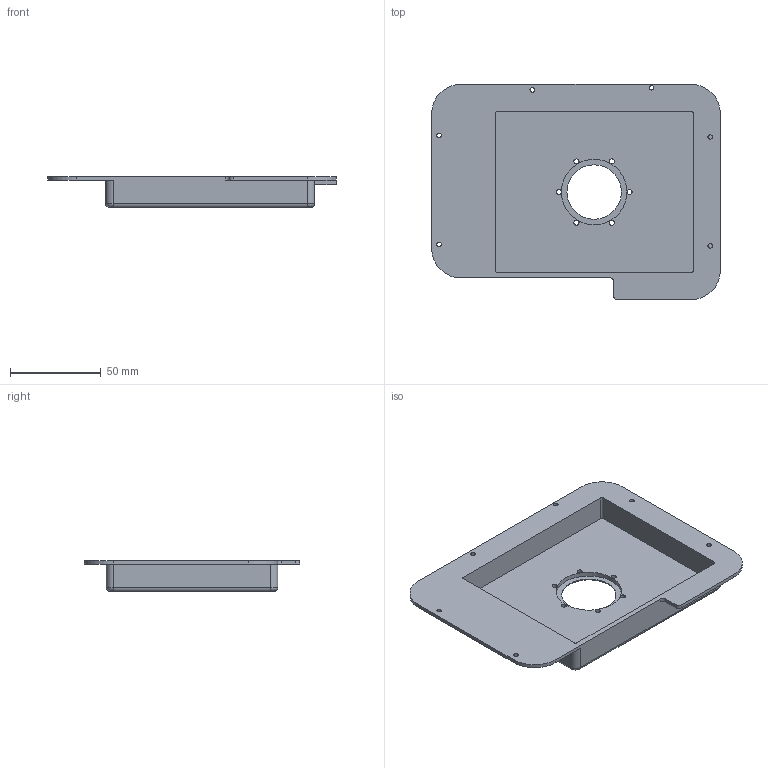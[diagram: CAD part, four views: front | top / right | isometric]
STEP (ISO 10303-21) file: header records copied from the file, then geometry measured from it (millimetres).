
FILE_DESCRIPTION(/* description */ (''),/* implementation_level */ '2;1');
FILE_NAME(/* name */ '30_XYTable_Aliexpress_sampleinsert_round.ipt.step',/* time_stamp */ '2022-11-29T08:25:33+01:00',/* author */ ('diederichbenedict'),/* organization */ (''),/* preprocessor_version */ 'ST-DEVELOPER v18.1',/* originating_system */ 'Autodesk Inventor 2022',/* authorisation */ '');
FILE_SCHEMA (('AUTOMOTIVE_DESIGN { 1 0 10303 214 3 1 1 }'));
Length unit declared in the file: millimetre
Products named in the file (1): 30_XYTable_Aliexpress_sampleinsert_round
Bounding box: 159 x 118.5 x 17 mm (x, y, z)
Volume: 61767.7 mm3; surface area: 46338.9 mm2
Topology: 1 solids, 1 shells, 60 faces, 150 edges, 96 vertices
Faces by surface type: cylinder 32, plane 24, bspline 4
Full cylindrical faces by diameter (mm): 2.5 x6, 2.8 x6, 30 x1, 36.1 x1
Entity records: 1907 total; most frequent: CARTESIAN_POINT 339, DIRECTION 332, ORIENTED_EDGE 300, EDGE_CURVE 150, AXIS2_PLACEMENT_3D 125, VERTEX_POINT 96, EDGE_LOOP 86, LINE 82
